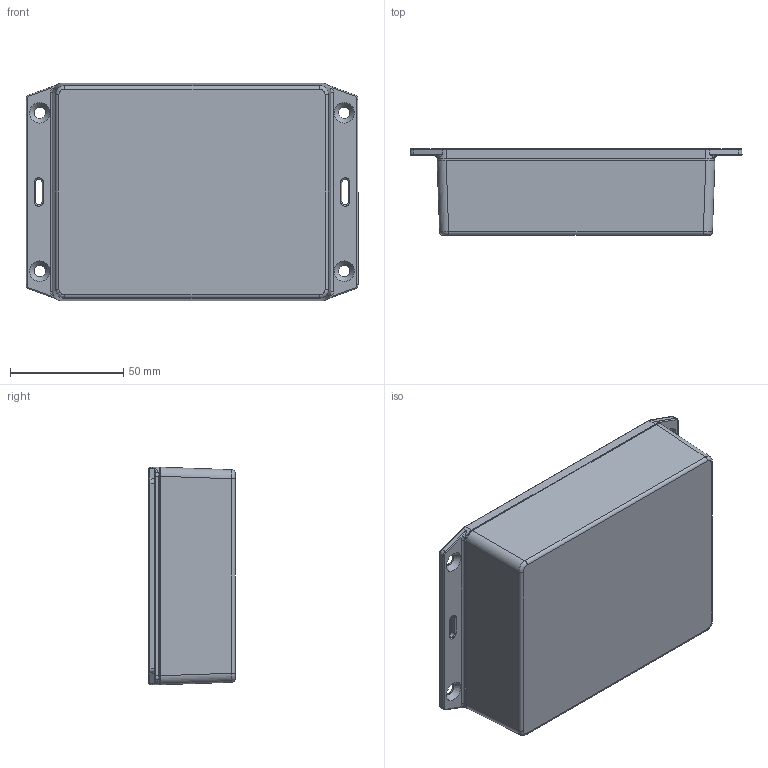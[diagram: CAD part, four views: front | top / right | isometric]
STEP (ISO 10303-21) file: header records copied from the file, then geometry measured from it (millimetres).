
FILE_DESCRIPTION(/* description */ (''),/* implementation_level */ '2;1');
FILE_NAME(/* name */ '1591XXGSFL.iam.stp',/* time_stamp */ '2015-12-21T09:50:04-05:00',/* author */ ('coop'),/* organization */ (''),/* preprocessor_version */ 'ST-DEVELOPER v16.1',/* originating_system */ 'Autodesk Inventor 2016',/* authorisation */ '');
FILE_SCHEMA (('AUTOMOTIVE_DESIGN { 1 0 10303 214 3 1 1 }'));
Products named in the file (4): 1591XXGS BOX; 1591XXGF LID; #19447; 1591XXGSFL
Assembly tree (2 placements, depth 2):
  #19447
  1591XXGSFL
    1591XXGS BOX
    1591XXGF LID
Bounding box: 146.31 x 38 x 95.91 mm (x, y, z)
Volume: 87121.8 mm3; surface area: 90457.3 mm2
Topology: 6 solids, 6 shells, 657 faces, 1616 edges, 1018 vertices
Faces by surface type: plane 316, bspline 157, cylinder 88, cone 80, torus 16
Full cylindrical faces by diameter (mm): 2.946 x4, 3.5 x4, 5 x4, 5.232 x4
Entity records: 19437 total; most frequent: CARTESIAN_POINT 6904, ORIENTED_EDGE 2650, DIRECTION 2240, EDGE_CURVE 1325, VERTEX_POINT 867, AXIS2_PLACEMENT_3D 762, LINE 716, VECTOR 716
